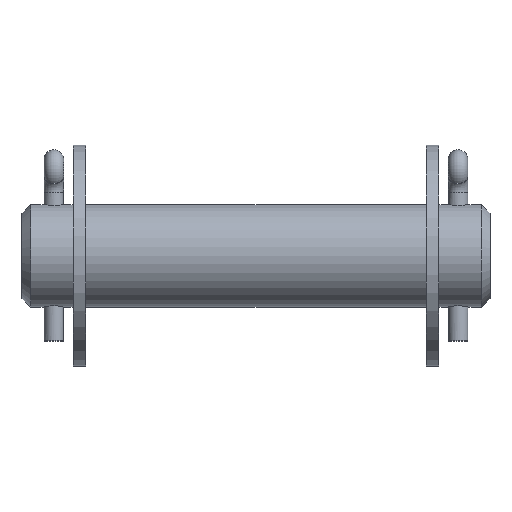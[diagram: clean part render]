
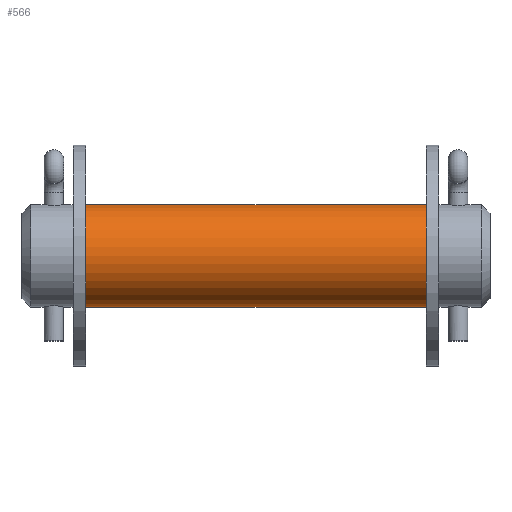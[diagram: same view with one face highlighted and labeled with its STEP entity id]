
A CAD part, top view. The second image highlights one B-rep face of the part: STEP entity #566.
In plain terms, the highlighted cylindrical face has radius 6 mm (diameter 12 mm), a full revolution.
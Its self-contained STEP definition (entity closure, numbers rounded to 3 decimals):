
#113=ORIENTED_EDGE('',*,*,#256,.F.);
#114=ORIENTED_EDGE('',*,*,#255,.F.);
#255=EDGE_CURVE('',#329,#329,#375,.T.);
#256=EDGE_CURVE('',#330,#330,#376,.T.);
#329=VERTEX_POINT('',#983);
#330=VERTEX_POINT('',#986);
#375=CIRCLE('',#631,6.);
#376=CIRCLE('',#633,6.);
#433=EDGE_LOOP('',(#113));
#434=EDGE_LOOP('',(#114));
#497=FACE_BOUND('',#433,.T.);
#498=FACE_BOUND('',#434,.T.);
#547=CYLINDRICAL_SURFACE('',#632,6.);
#566=ADVANCED_FACE('',(#497,#498),#547,.T.);
#631=AXIS2_PLACEMENT_3D('',#982,#740,#741);
#632=AXIS2_PLACEMENT_3D('',#984,#742,#743);
#633=AXIS2_PLACEMENT_3D('',#985,#744,#745);
#740=DIRECTION('',(-1.,0.,0.));
#741=DIRECTION('',(0.,0.,1.));
#742=DIRECTION('',(1.,0.,0.));
#743=DIRECTION('',(0.,0.,-1.));
#744=DIRECTION('',(1.,0.,0.));
#745=DIRECTION('',(0.,0.,-1.));
#982=CARTESIAN_POINT('',(-20.,0.,0.));
#983=CARTESIAN_POINT('',(-20.,0.,6.));
#984=CARTESIAN_POINT('',(27.5,0.,0.));
#985=CARTESIAN_POINT('',(20.,0.,0.));
#986=CARTESIAN_POINT('',(20.,0.,-6.));
